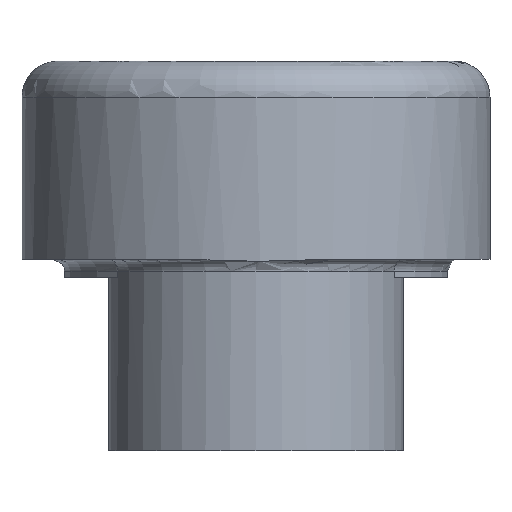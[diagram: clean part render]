
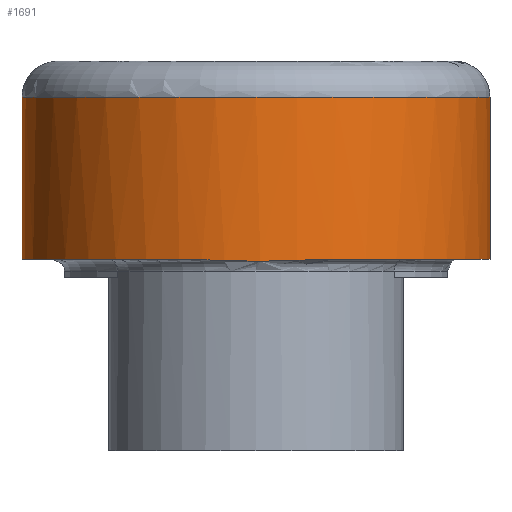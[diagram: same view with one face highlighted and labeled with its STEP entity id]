
A CAD part, left-side view. The second image highlights one B-rep face of the part: STEP entity #1691.
In plain terms, the highlighted cylindrical face has radius 39 mm (diameter 78 mm), a partial arc.
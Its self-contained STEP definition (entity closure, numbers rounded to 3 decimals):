
#175=LINE('',#3027,#277);
#178=LINE('',#3069,#280);
#277=VECTOR('',#2434,10.);
#280=VECTOR('',#2477,10.);
#337=CYLINDRICAL_SURFACE('',#1938,39.);
#433=FACE_OUTER_BOUND('',#556,.T.);
#556=EDGE_LOOP('',(#1542,#1543,#1544,#1545,#1546,#1547));
#587=CIRCLE('',#1743,39.);
#589=CIRCLE('',#1745,39.);
#631=CIRCLE('',#1807,39.);
#701=B_SPLINE_CURVE_WITH_KNOTS('',3,(#2526,#2527,#2528,#2529,#2530,#2531,
#2532,#2533,#2534,#2535,#2536,#2537,#2538,#2539,#2540,#2541),
 .UNSPECIFIED.,.F.,.F.,(4,2,2,2,2,2,2,4),(3.455,3.801,
3.988,4.091,4.181,4.302,4.447,
4.673),.UNSPECIFIED.);
#710=VERTEX_POINT('',#2524);
#711=VERTEX_POINT('',#2525);
#725=VERTEX_POINT('',#2605);
#732=VERTEX_POINT('',#2619);
#774=VERTEX_POINT('',#2770);
#775=VERTEX_POINT('',#2772);
#861=EDGE_CURVE('',#710,#711,#701,.F.);
#882=EDGE_CURVE('',#725,#710,#587,.T.);
#890=EDGE_CURVE('',#711,#732,#589,.T.);
#947=EDGE_CURVE('',#774,#775,#631,.T.);
#1075=EDGE_CURVE('',#725,#774,#175,.T.);
#1090=EDGE_CURVE('',#732,#775,#178,.T.);
#1542=ORIENTED_EDGE('',*,*,#947,.F.);
#1543=ORIENTED_EDGE('',*,*,#1075,.F.);
#1544=ORIENTED_EDGE('',*,*,#882,.T.);
#1545=ORIENTED_EDGE('',*,*,#861,.T.);
#1546=ORIENTED_EDGE('',*,*,#890,.T.);
#1547=ORIENTED_EDGE('',*,*,#1090,.T.);
#1691=ADVANCED_FACE('',(#433),#337,.T.);
#1743=AXIS2_PLACEMENT_3D('',#2606,#1999,#2000);
#1745=AXIS2_PLACEMENT_3D('',#2621,#2009,#2010);
#1807=AXIS2_PLACEMENT_3D('',#2773,#2144,#2145);
#1938=AXIS2_PLACEMENT_3D('',#3070,#2478,#2479);
#1999=DIRECTION('center_axis',(0.,0.,1.));
#2000=DIRECTION('ref_axis',(0.,1.,0.));
#2009=DIRECTION('center_axis',(0.,0.,1.));
#2010=DIRECTION('ref_axis',(0.,1.,0.));
#2144=DIRECTION('center_axis',(0.,0.,1.));
#2145=DIRECTION('ref_axis',(-1.,0.,0.));
#2434=DIRECTION('',(0.,0.,1.));
#2477=DIRECTION('',(0.,0.,1.));
#2478=DIRECTION('center_axis',(0.,0.,1.));
#2479=DIRECTION('ref_axis',(0.,1.,0.));
#2524=CARTESIAN_POINT('',(-156.843,12.791,0.));
#2525=CARTESIAN_POINT('',(-156.843,-12.791,0.));
#2526=CARTESIAN_POINT('Ctrl Pts',(-156.843,-12.791,0.));
#2527=CARTESIAN_POINT('Ctrl Pts',(-157.505,-10.884,0.));
#2528=CARTESIAN_POINT('Ctrl Pts',(-158.072,-8.775,-0.089));
#2529=CARTESIAN_POINT('Ctrl Pts',(-158.669,-5.225,-0.232));
#2530=CARTESIAN_POINT('Ctrl Pts',(-158.821,-3.951,-0.281));
#2531=CARTESIAN_POINT('Ctrl Pts',(-158.959,-1.934,-0.326));
#2532=CARTESIAN_POINT('Ctrl Pts',(-158.988,-1.208,-0.337));
#2533=CARTESIAN_POINT('Ctrl Pts',(-159.005,0.179,-0.343));
#2534=CARTESIAN_POINT('Ctrl Pts',(-158.997,0.837,-0.34));
#2535=CARTESIAN_POINT('Ctrl Pts',(-158.936,2.404,-0.319));
#2536=CARTESIAN_POINT('Ctrl Pts',(-158.87,3.314,-0.296));
#2537=CARTESIAN_POINT('Ctrl Pts',(-158.648,5.342,-0.229));
#2538=CARTESIAN_POINT('Ctrl Pts',(-158.478,6.46,-0.182));
#2539=CARTESIAN_POINT('Ctrl Pts',(-157.909,9.333,-0.066));
#2540=CARTESIAN_POINT('Ctrl Pts',(-157.439,11.073,0.));
#2541=CARTESIAN_POINT('Ctrl Pts',(-156.843,12.791,0.));
#2605=CARTESIAN_POINT('',(-120.,39.,0.));
#2606=CARTESIAN_POINT('Origin',(-120.,0.,0.));
#2619=CARTESIAN_POINT('',(-120.,-39.,0.));
#2621=CARTESIAN_POINT('Origin',(-120.,0.,0.));
#2770=CARTESIAN_POINT('',(-120.,39.,27.));
#2772=CARTESIAN_POINT('',(-120.,-39.,27.));
#2773=CARTESIAN_POINT('Origin',(-120.,0.,27.));
#3027=CARTESIAN_POINT('',(-120.,39.,0.));
#3069=CARTESIAN_POINT('',(-120.,-39.,0.));
#3070=CARTESIAN_POINT('Origin',(-120.,0.,0.));
